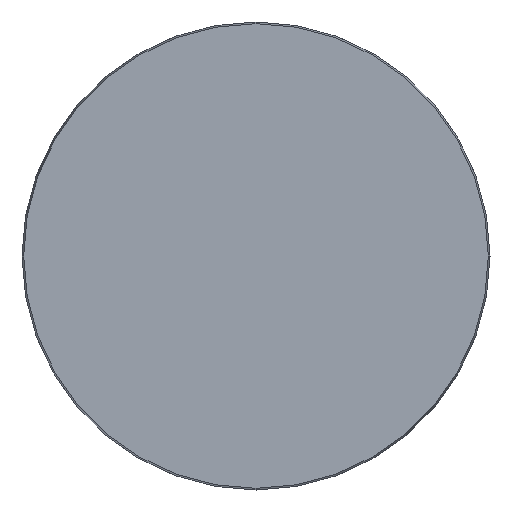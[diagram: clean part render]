
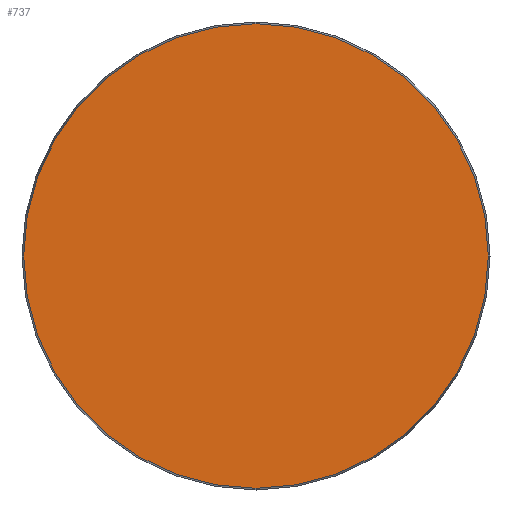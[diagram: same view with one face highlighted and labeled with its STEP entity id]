
A CAD part, front view. The second image highlights one B-rep face of the part: STEP entity #737.
In plain terms, the highlighted planar face has unit normal (0, -1, 0).
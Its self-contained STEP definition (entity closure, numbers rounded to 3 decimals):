
#51 = CARTESIAN_POINT ( 'NONE',  ( 0., 0., 0. ) ) ;
#123 = DIRECTION ( 'NONE',  ( 0., 1., 0. ) ) ;
#146 = DIRECTION ( 'NONE',  ( 0., 0., -1. ) ) ;
#208 = ORIENTED_EDGE ( 'NONE', *, *, #386, .T. ) ;
#279 = DIRECTION ( 'NONE',  ( 0., -1., 0. ) ) ;
#351 = CIRCLE ( 'NONE', #362, 78.425 ) ;
#362 = AXIS2_PLACEMENT_3D ( 'NONE', #51, #279, #146 ) ;
#386 = EDGE_CURVE ( 'NONE', #441, #441, #351, .T. ) ;
#417 = PLANE ( 'NONE',  #633 ) ;
#441 = VERTEX_POINT ( 'NONE', #499 ) ;
#499 = CARTESIAN_POINT ( 'NONE',  ( 0., 0., -78.425 ) ) ;
#501 = EDGE_LOOP ( 'NONE', ( #208 ) ) ;
#550 = FACE_OUTER_BOUND ( 'NONE', #501, .T. ) ;
#633 = AXIS2_PLACEMENT_3D ( 'NONE', #652, #123, #721 ) ;
#652 = CARTESIAN_POINT ( 'NONE',  ( -78.425, 0., 0. ) ) ;
#721 = DIRECTION ( 'NONE',  ( 0., 0., 1. ) ) ;
#737 = ADVANCED_FACE ( 'NONE', ( #550 ), #417, .F. ) ;
